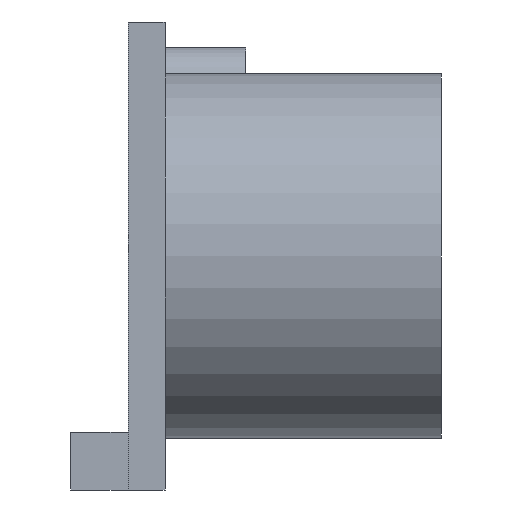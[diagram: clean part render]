
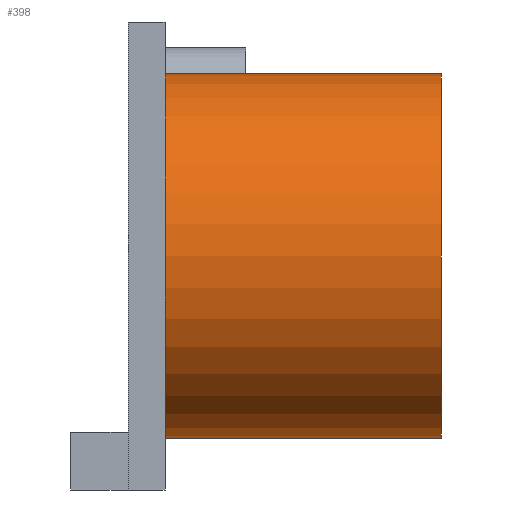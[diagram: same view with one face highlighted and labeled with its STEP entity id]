
A CAD part, left-side view. The second image highlights one B-rep face of the part: STEP entity #398.
In plain terms, the highlighted cylindrical face has radius 7.938 mm (diameter 15.875 mm), a full revolution.
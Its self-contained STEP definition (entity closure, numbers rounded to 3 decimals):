
#161 = EDGE_CURVE('',#162,#162,#164,.T.);
#162 = VERTEX_POINT('',#163);
#163 = CARTESIAN_POINT('',(-4.572,0.,-0.));
#164 = CIRCLE('',#165,7.938);
#165 = AXIS2_PLACEMENT_3D('',#166,#167,#168);
#166 = CARTESIAN_POINT('',(-12.51,0.,0.));
#167 = DIRECTION('',(0.,-1.,0.));
#168 = DIRECTION('',(1.,0.,0.));
#398 = ADVANCED_FACE('',(#399),#418,.T.);
#399 = FACE_BOUND('',#400,.F.);
#400 = EDGE_LOOP('',(#401,#409,#416,#417));
#401 = ORIENTED_EDGE('',*,*,#402,.T.);
#402 = EDGE_CURVE('',#162,#403,#405,.T.);
#403 = VERTEX_POINT('',#404);
#404 = CARTESIAN_POINT('',(-4.572,-12.,0.));
#405 = LINE('',#406,#407);
#406 = CARTESIAN_POINT('',(-4.572,0.,0.));
#407 = VECTOR('',#408,1.);
#408 = DIRECTION('',(0.,-1.,0.));
#409 = ORIENTED_EDGE('',*,*,#410,.T.);
#410 = EDGE_CURVE('',#403,#403,#411,.T.);
#411 = CIRCLE('',#412,7.938);
#412 = AXIS2_PLACEMENT_3D('',#413,#414,#415);
#413 = CARTESIAN_POINT('',(-12.51,-12.,0.));
#414 = DIRECTION('',(0.,-1.,0.));
#415 = DIRECTION('',(1.,0.,0.));
#416 = ORIENTED_EDGE('',*,*,#402,.F.);
#417 = ORIENTED_EDGE('',*,*,#161,.F.);
#418 = CYLINDRICAL_SURFACE('',#419,7.938);
#419 = AXIS2_PLACEMENT_3D('',#420,#421,#422);
#420 = CARTESIAN_POINT('',(-12.51,0.,0.));
#421 = DIRECTION('',(0.,1.,0.));
#422 = DIRECTION('',(1.,0.,0.));
